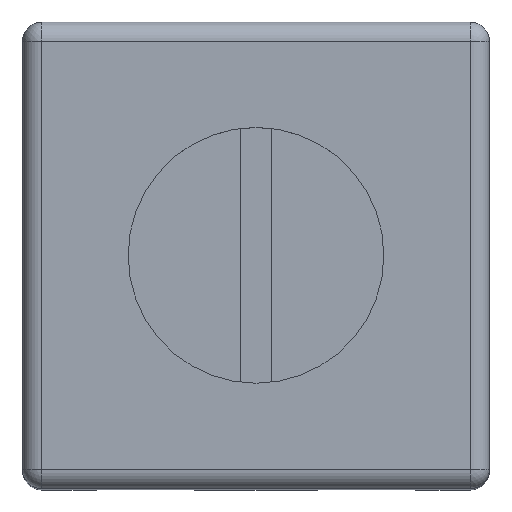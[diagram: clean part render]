
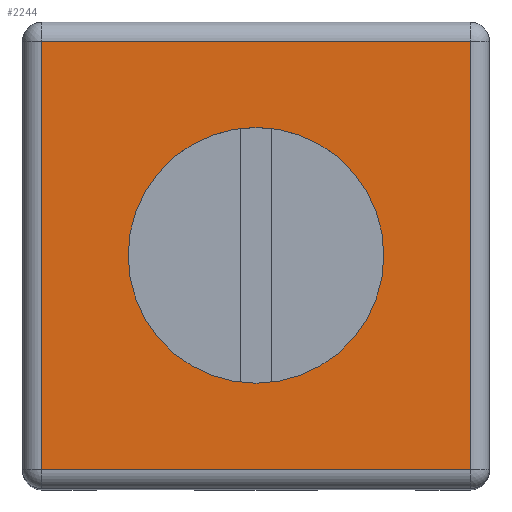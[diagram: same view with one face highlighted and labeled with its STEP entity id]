
A CAD part, top view. The second image highlights one B-rep face of the part: STEP entity #2244.
In plain terms, the highlighted planar face has unit normal (0, 0, 1).
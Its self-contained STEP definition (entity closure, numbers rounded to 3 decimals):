
#757 = CYLINDRICAL_SURFACE('',#758,0.3);
#758 = AXIS2_PLACEMENT_3D('',#759,#760,#761);
#759 = CARTESIAN_POINT('',(3.35,3.35,11.2));
#760 = DIRECTION('',(0.,-1.,0.));
#761 = DIRECTION('',(0.,0.,-1.));
#1202 = VERTEX_POINT('',#1203);
#1203 = CARTESIAN_POINT('',(3.35,3.35,11.5));
#1245 = EDGE_CURVE('',#1202,#1246,#1248,.T.);
#1246 = VERTEX_POINT('',#1247);
#1247 = CARTESIAN_POINT('',(3.35,-3.35,11.5));
#1248 = SURFACE_CURVE('',#1249,(#1253,#1260),.PCURVE_S1.);
#1249 = LINE('',#1250,#1251);
#1250 = CARTESIAN_POINT('',(3.35,3.35,11.5));
#1251 = VECTOR('',#1252,1.);
#1252 = DIRECTION('',(0.,-1.,0.));
#1253 = PCURVE('',#757,#1254);
#1254 = DEFINITIONAL_REPRESENTATION('',(#1255),#1259);
#1255 = LINE('',#1256,#1257);
#1256 = CARTESIAN_POINT('',(3.142,0.));
#1257 = VECTOR('',#1258,1.);
#1258 = DIRECTION('',(0.,1.));
#1259 = ( GEOMETRIC_REPRESENTATION_CONTEXT(2) 
PARAMETRIC_REPRESENTATION_CONTEXT() REPRESENTATION_CONTEXT('2D SPACE',''
  ) );
#1260 = PCURVE('',#1261,#1266);
#1261 = PLANE('',#1262);
#1262 = AXIS2_PLACEMENT_3D('',#1263,#1264,#1265);
#1263 = CARTESIAN_POINT('',(-3.35,3.35,11.5));
#1264 = DIRECTION('',(0.,0.,1.));
#1265 = DIRECTION('',(1.,0.,0.));
#1266 = DEFINITIONAL_REPRESENTATION('',(#1267),#1271);
#1267 = LINE('',#1268,#1269);
#1268 = CARTESIAN_POINT('',(6.7,0.));
#1269 = VECTOR('',#1270,1.);
#1270 = DIRECTION('',(0.,-1.));
#1271 = ( GEOMETRIC_REPRESENTATION_CONTEXT(2) 
PARAMETRIC_REPRESENTATION_CONTEXT() REPRESENTATION_CONTEXT('2D SPACE',''
  ) );
#1815 = CYLINDRICAL_SURFACE('',#1816,2.);
#1816 = AXIS2_PLACEMENT_3D('',#1817,#1818,#1819);
#1817 = CARTESIAN_POINT('',(0.,0.,11.5));
#1818 = DIRECTION('',(0.,0.,1.));
#1819 = DIRECTION('',(1.,0.,0.));
#2087 = CYLINDRICAL_SURFACE('',#2088,0.3);
#2088 = AXIS2_PLACEMENT_3D('',#2089,#2090,#2091);
#2089 = CARTESIAN_POINT('',(-3.35,3.35,11.2));
#2090 = DIRECTION('',(1.,0.,0.));
#2091 = DIRECTION('',(0.,0.,-1.));
#2244 = ADVANCED_FACE('',(#2245,#2325),#1261,.T.);
#2245 = FACE_BOUND('',#2246,.T.);
#2246 = EDGE_LOOP('',(#2247,#2270,#2298,#2324));
#2247 = ORIENTED_EDGE('',*,*,#2248,.F.);
#2248 = EDGE_CURVE('',#2249,#1202,#2251,.T.);
#2249 = VERTEX_POINT('',#2250);
#2250 = CARTESIAN_POINT('',(-3.35,3.35,11.5));
#2251 = SURFACE_CURVE('',#2252,(#2256,#2263),.PCURVE_S1.);
#2252 = LINE('',#2253,#2254);
#2253 = CARTESIAN_POINT('',(-3.35,3.35,11.5));
#2254 = VECTOR('',#2255,1.);
#2255 = DIRECTION('',(1.,0.,0.));
#2256 = PCURVE('',#1261,#2257);
#2257 = DEFINITIONAL_REPRESENTATION('',(#2258),#2262);
#2258 = LINE('',#2259,#2260);
#2259 = CARTESIAN_POINT('',(0.,0.));
#2260 = VECTOR('',#2261,1.);
#2261 = DIRECTION('',(1.,0.));
#2262 = ( GEOMETRIC_REPRESENTATION_CONTEXT(2) 
PARAMETRIC_REPRESENTATION_CONTEXT() REPRESENTATION_CONTEXT('2D SPACE',''
  ) );
#2263 = PCURVE('',#2087,#2264);
#2264 = DEFINITIONAL_REPRESENTATION('',(#2265),#2269);
#2265 = LINE('',#2266,#2267);
#2266 = CARTESIAN_POINT('',(3.142,0.));
#2267 = VECTOR('',#2268,1.);
#2268 = DIRECTION('',(0.,1.));
#2269 = ( GEOMETRIC_REPRESENTATION_CONTEXT(2) 
PARAMETRIC_REPRESENTATION_CONTEXT() REPRESENTATION_CONTEXT('2D SPACE',''
  ) );
#2270 = ORIENTED_EDGE('',*,*,#2271,.F.);
#2271 = EDGE_CURVE('',#2272,#2249,#2274,.T.);
#2272 = VERTEX_POINT('',#2273);
#2273 = CARTESIAN_POINT('',(-3.35,-3.35,11.5));
#2274 = SURFACE_CURVE('',#2275,(#2279,#2286),.PCURVE_S1.);
#2275 = LINE('',#2276,#2277);
#2276 = CARTESIAN_POINT('',(-3.35,-3.35,11.5));
#2277 = VECTOR('',#2278,1.);
#2278 = DIRECTION('',(0.,1.,0.));
#2279 = PCURVE('',#1261,#2280);
#2280 = DEFINITIONAL_REPRESENTATION('',(#2281),#2285);
#2281 = LINE('',#2282,#2283);
#2282 = CARTESIAN_POINT('',(0.,-6.7));
#2283 = VECTOR('',#2284,1.);
#2284 = DIRECTION('',(0.,1.));
#2285 = ( GEOMETRIC_REPRESENTATION_CONTEXT(2) 
PARAMETRIC_REPRESENTATION_CONTEXT() REPRESENTATION_CONTEXT('2D SPACE',''
  ) );
#2286 = PCURVE('',#2287,#2292);
#2287 = CYLINDRICAL_SURFACE('',#2288,0.3);
#2288 = AXIS2_PLACEMENT_3D('',#2289,#2290,#2291);
#2289 = CARTESIAN_POINT('',(-3.35,-3.35,11.2));
#2290 = DIRECTION('',(0.,1.,0.));
#2291 = DIRECTION('',(0.,0.,-1.));
#2292 = DEFINITIONAL_REPRESENTATION('',(#2293),#2297);
#2293 = LINE('',#2294,#2295);
#2294 = CARTESIAN_POINT('',(3.142,0.));
#2295 = VECTOR('',#2296,1.);
#2296 = DIRECTION('',(0.,1.));
#2297 = ( GEOMETRIC_REPRESENTATION_CONTEXT(2) 
PARAMETRIC_REPRESENTATION_CONTEXT() REPRESENTATION_CONTEXT('2D SPACE',''
  ) );
#2298 = ORIENTED_EDGE('',*,*,#2299,.F.);
#2299 = EDGE_CURVE('',#1246,#2272,#2300,.T.);
#2300 = SURFACE_CURVE('',#2301,(#2305,#2312),.PCURVE_S1.);
#2301 = LINE('',#2302,#2303);
#2302 = CARTESIAN_POINT('',(3.35,-3.35,11.5));
#2303 = VECTOR('',#2304,1.);
#2304 = DIRECTION('',(-1.,0.,0.));
#2305 = PCURVE('',#1261,#2306);
#2306 = DEFINITIONAL_REPRESENTATION('',(#2307),#2311);
#2307 = LINE('',#2308,#2309);
#2308 = CARTESIAN_POINT('',(6.7,-6.7));
#2309 = VECTOR('',#2310,1.);
#2310 = DIRECTION('',(-1.,0.));
#2311 = ( GEOMETRIC_REPRESENTATION_CONTEXT(2) 
PARAMETRIC_REPRESENTATION_CONTEXT() REPRESENTATION_CONTEXT('2D SPACE',''
  ) );
#2312 = PCURVE('',#2313,#2318);
#2313 = CYLINDRICAL_SURFACE('',#2314,0.3);
#2314 = AXIS2_PLACEMENT_3D('',#2315,#2316,#2317);
#2315 = CARTESIAN_POINT('',(3.35,-3.35,11.2));
#2316 = DIRECTION('',(-1.,0.,0.));
#2317 = DIRECTION('',(-0.,0.,-1.));
#2318 = DEFINITIONAL_REPRESENTATION('',(#2319),#2323);
#2319 = LINE('',#2320,#2321);
#2320 = CARTESIAN_POINT('',(3.142,0.));
#2321 = VECTOR('',#2322,1.);
#2322 = DIRECTION('',(0.,1.));
#2323 = ( GEOMETRIC_REPRESENTATION_CONTEXT(2) 
PARAMETRIC_REPRESENTATION_CONTEXT() REPRESENTATION_CONTEXT('2D SPACE',''
  ) );
#2324 = ORIENTED_EDGE('',*,*,#1245,.F.);
#2325 = FACE_BOUND('',#2326,.T.);
#2326 = EDGE_LOOP('',(#2327));
#2327 = ORIENTED_EDGE('',*,*,#2328,.F.);
#2328 = EDGE_CURVE('',#2329,#2329,#2331,.T.);
#2329 = VERTEX_POINT('',#2330);
#2330 = CARTESIAN_POINT('',(2.,0.,11.5));
#2331 = SURFACE_CURVE('',#2332,(#2337,#2344),.PCURVE_S1.);
#2332 = CIRCLE('',#2333,2.);
#2333 = AXIS2_PLACEMENT_3D('',#2334,#2335,#2336);
#2334 = CARTESIAN_POINT('',(0.,0.,11.5));
#2335 = DIRECTION('',(0.,0.,1.));
#2336 = DIRECTION('',(1.,0.,0.));
#2337 = PCURVE('',#1261,#2338);
#2338 = DEFINITIONAL_REPRESENTATION('',(#2339),#2343);
#2339 = CIRCLE('',#2340,2.);
#2340 = AXIS2_PLACEMENT_2D('',#2341,#2342);
#2341 = CARTESIAN_POINT('',(3.35,-3.35));
#2342 = DIRECTION('',(1.,0.));
#2343 = ( GEOMETRIC_REPRESENTATION_CONTEXT(2) 
PARAMETRIC_REPRESENTATION_CONTEXT() REPRESENTATION_CONTEXT('2D SPACE',''
  ) );
#2344 = PCURVE('',#1815,#2345);
#2345 = DEFINITIONAL_REPRESENTATION('',(#2346),#2350);
#2346 = LINE('',#2347,#2348);
#2347 = CARTESIAN_POINT('',(0.,0.));
#2348 = VECTOR('',#2349,1.);
#2349 = DIRECTION('',(1.,0.));
#2350 = ( GEOMETRIC_REPRESENTATION_CONTEXT(2) 
PARAMETRIC_REPRESENTATION_CONTEXT() REPRESENTATION_CONTEXT('2D SPACE',''
  ) );
